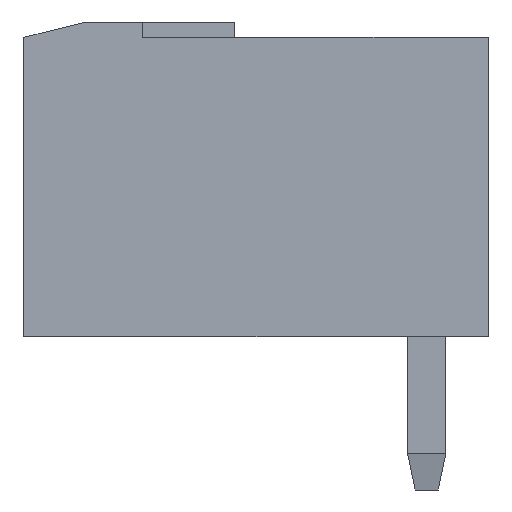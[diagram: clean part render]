
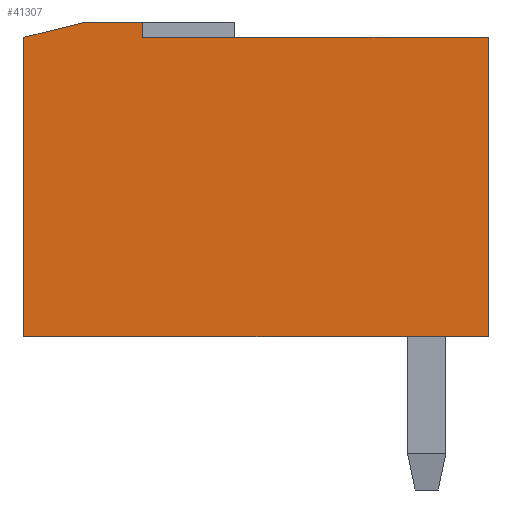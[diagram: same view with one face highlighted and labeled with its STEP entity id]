
A CAD part, left-side view. The second image highlights one B-rep face of the part: STEP entity #41307.
In plain terms, the highlighted planar face has unit normal (-1, 0, 0).
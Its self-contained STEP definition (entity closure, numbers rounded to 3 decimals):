
#620 = ORIENTED_EDGE ( 'NONE', *, *, #11973, .F. ) ;
#1077 = CARTESIAN_POINT ( 'NONE',  ( -4.3, 9., 8.2 ) ) ;
#2194 = ORIENTED_EDGE ( 'NONE', *, *, #21442, .F. ) ;
#3539 = LINE ( 'NONE', #33139, #45130 ) ;
#5333 = EDGE_LOOP ( 'NONE', ( #620, #7258, #43403, #12682, #8536, #35066, #2194 ) ) ;
#7158 = DIRECTION ( 'NONE',  ( 0., 0., 1. ) ) ;
#7258 = ORIENTED_EDGE ( 'NONE', *, *, #21836, .T. ) ;
#7571 = DIRECTION ( 'NONE',  ( -1., 0., 0. ) ) ;
#8536 = ORIENTED_EDGE ( 'NONE', *, *, #22329, .T. ) ;
#9605 = CARTESIAN_POINT ( 'NONE',  ( -4.3, 12.1, 0. ) ) ;
#9647 = CARTESIAN_POINT ( 'NONE',  ( -4.3, 9., 8.2 ) ) ;
#10641 = LINE ( 'NONE', #12129, #25005 ) ;
#11973 = EDGE_CURVE ( 'NONE', #28270, #19315, #3539, .T. ) ;
#12129 = CARTESIAN_POINT ( 'NONE',  ( -4.3, -8.907, 7.8 ) ) ;
#12583 = CARTESIAN_POINT ( 'NONE',  ( -4.3, 0., 0. ) ) ;
#12682 = ORIENTED_EDGE ( 'NONE', *, *, #44249, .T. ) ;
#13412 = LINE ( 'NONE', #17315, #41950 ) ;
#14457 = VERTEX_POINT ( 'NONE', #1077 ) ;
#14832 = CARTESIAN_POINT ( 'NONE',  ( -4.3, -8.907, 0. ) ) ;
#16763 = VECTOR ( 'NONE', #19392, 1000. ) ;
#17315 = CARTESIAN_POINT ( 'NONE',  ( -4.3, 10.5, 8.2 ) ) ;
#19315 = VERTEX_POINT ( 'NONE', #22039 ) ;
#19392 = DIRECTION ( 'NONE',  ( 0., 0., 1. ) ) ;
#19676 = VERTEX_POINT ( 'NONE', #41027 ) ;
#19799 = CARTESIAN_POINT ( 'NONE',  ( -4.3, 0., 0. ) ) ;
#21260 = LINE ( 'NONE', #40438, #38648 ) ;
#21442 = EDGE_CURVE ( 'NONE', #19315, #43177, #28557, .T. ) ;
#21836 = EDGE_CURVE ( 'NONE', #28270, #22531, #46138, .T. ) ;
#22039 = CARTESIAN_POINT ( 'NONE',  ( -4.3, 12.1, 0. ) ) ;
#22329 = EDGE_CURVE ( 'NONE', #14457, #30524, #24924, .T. ) ;
#22378 = PLANE ( 'NONE',  #39136 ) ;
#22531 = VERTEX_POINT ( 'NONE', #38082 ) ;
#24586 = DIRECTION ( 'NONE',  ( 0., 0.97, -0.243 ) ) ;
#24924 = LINE ( 'NONE', #9647, #30051 ) ;
#25005 = VECTOR ( 'NONE', #26925, 1000. ) ;
#26925 = DIRECTION ( 'NONE',  ( 0., 1., 0. ) ) ;
#28270 = VERTEX_POINT ( 'NONE', #19799 ) ;
#28557 = LINE ( 'NONE', #9605, #31667 ) ;
#29865 = CARTESIAN_POINT ( 'NONE',  ( -4.3, 12.1, 7.8 ) ) ;
#30051 = VECTOR ( 'NONE', #32081, 1000. ) ;
#30204 = EDGE_CURVE ( 'NONE', #22531, #19676, #10641, .T. ) ;
#30430 = DIRECTION ( 'NONE',  ( 0., 0., 1. ) ) ;
#30524 = VERTEX_POINT ( 'NONE', #41939 ) ;
#31667 = VECTOR ( 'NONE', #36110, 1000. ) ;
#32081 = DIRECTION ( 'NONE',  ( 0., 1., 0. ) ) ;
#33139 = CARTESIAN_POINT ( 'NONE',  ( -4.3, -8.907, 0. ) ) ;
#34082 = FACE_OUTER_BOUND ( 'NONE', #5333, .T. ) ;
#35066 = ORIENTED_EDGE ( 'NONE', *, *, #47575, .T. ) ;
#36110 = DIRECTION ( 'NONE',  ( 0., 0., 1. ) ) ;
#38082 = CARTESIAN_POINT ( 'NONE',  ( -4.3, 0., 7.8 ) ) ;
#38648 = VECTOR ( 'NONE', #7158, 1000. ) ;
#39136 = AXIS2_PLACEMENT_3D ( 'NONE', #14832, #7571, #30430 ) ;
#40438 = CARTESIAN_POINT ( 'NONE',  ( -4.3, 9., 7.8 ) ) ;
#41027 = CARTESIAN_POINT ( 'NONE',  ( -4.3, 9., 7.8 ) ) ;
#41307 = ADVANCED_FACE ( 'NONE', ( #34082 ), #22378, .T. ) ;
#41939 = CARTESIAN_POINT ( 'NONE',  ( -4.3, 10.5, 8.2 ) ) ;
#41950 = VECTOR ( 'NONE', #24586, 1000. ) ;
#43177 = VERTEX_POINT ( 'NONE', #29865 ) ;
#43403 = ORIENTED_EDGE ( 'NONE', *, *, #30204, .T. ) ;
#44249 = EDGE_CURVE ( 'NONE', #19676, #14457, #21260, .T. ) ;
#45130 = VECTOR ( 'NONE', #47928, 1000. ) ;
#46138 = LINE ( 'NONE', #12583, #16763 ) ;
#47575 = EDGE_CURVE ( 'NONE', #30524, #43177, #13412, .T. ) ;
#47928 = DIRECTION ( 'NONE',  ( 0., 1., 0. ) ) ;
